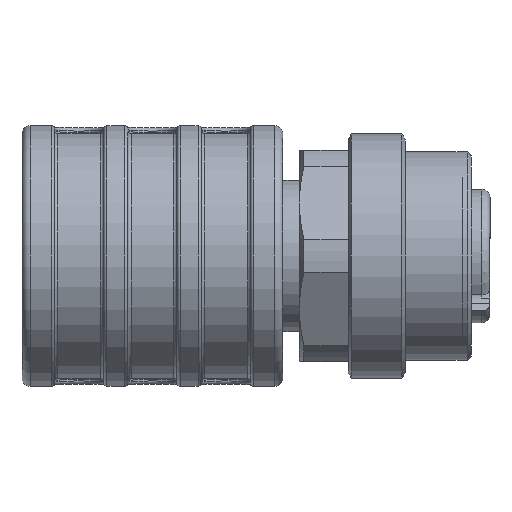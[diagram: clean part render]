
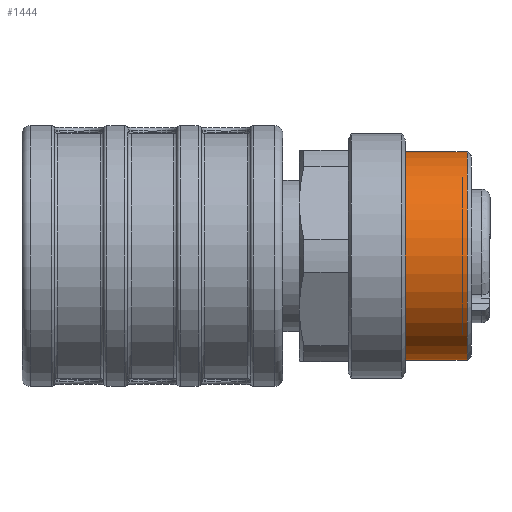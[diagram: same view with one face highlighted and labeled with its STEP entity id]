
A CAD part, left-side view. The second image highlights one B-rep face of the part: STEP entity #1444.
In plain terms, the highlighted cylindrical face has radius 6.4 mm (diameter 12.8 mm), a full revolution.
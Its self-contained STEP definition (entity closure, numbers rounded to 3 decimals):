
#340=CYLINDRICAL_SURFACE('',#5242,6.4);
#1171=FACE_BOUND('',#2119,.T.);
#1172=FACE_BOUND('',#2120,.T.);
#1444=ADVANCED_FACE('',(#1171,#1172),#340,.T.);
#2119=EDGE_LOOP('',(#3365));
#2120=EDGE_LOOP('',(#3366));
#3365=ORIENTED_EDGE('',*,*,#4518,.T.);
#3366=ORIENTED_EDGE('',*,*,#4519,.T.);
#3875=VERTEX_POINT('',#8425);
#3876=VERTEX_POINT('',#8428);
#4518=EDGE_CURVE('',#3875,#3875,#4782,.T.);
#4519=EDGE_CURVE('',#3876,#3876,#4783,.T.);
#4782=CIRCLE('',#5239,6.4);
#4783=CIRCLE('',#5241,6.4);
#5239=AXIS2_PLACEMENT_3D('',#8424,#6508,#6509);
#5241=AXIS2_PLACEMENT_3D('',#8427,#6512,#6513);
#5242=AXIS2_PLACEMENT_3D('',#8429,#6514,#6515);
#6508=DIRECTION('',(0.,1.,0.));
#6509=DIRECTION('',(1.,0.,0.));
#6512=DIRECTION('',(0.,-1.,0.));
#6513=DIRECTION('',(0.,0.,-1.));
#6514=DIRECTION('',(0.,-1.,0.));
#6515=DIRECTION('',(0.,0.,1.));
#8424=CARTESIAN_POINT('',(37.901,-19.3,0.));
#8425=CARTESIAN_POINT('',(44.301,-19.3,0.));
#8427=CARTESIAN_POINT('',(37.901,-15.5,0.));
#8428=CARTESIAN_POINT('',(37.901,-15.5,-6.4));
#8429=CARTESIAN_POINT('',(37.901,-19.5,0.));
